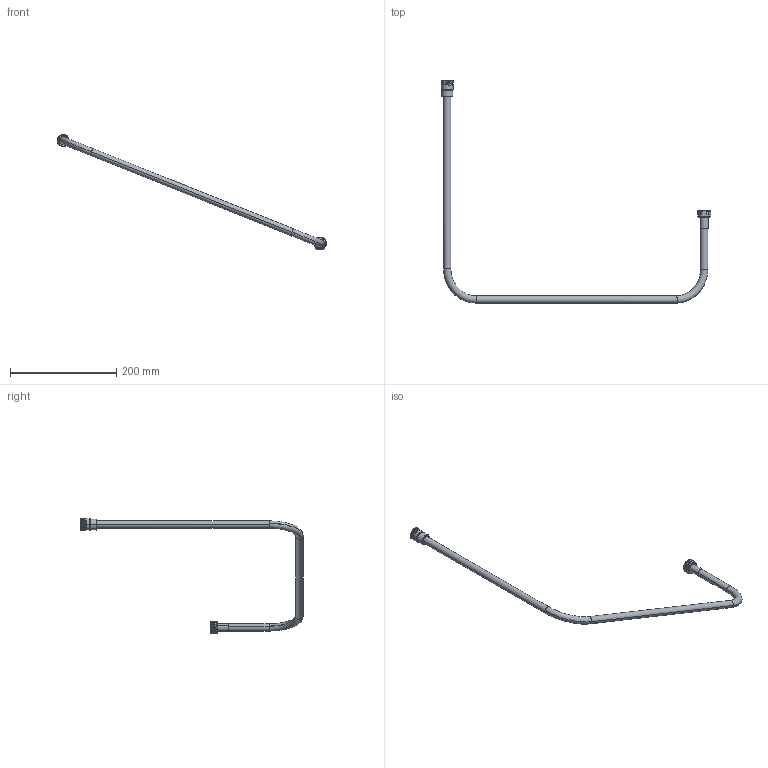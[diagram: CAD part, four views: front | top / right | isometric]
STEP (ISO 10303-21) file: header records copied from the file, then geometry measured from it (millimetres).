
FILE_DESCRIPTION((''),'2;1');
FILE_NAME('284_WEB','2010-11-08T',('ramkumar'),(''),'PRO/ENGINEER BY PARAMETRIC TECHNOLOGY CORPORATION, 2009300','PRO/ENGINEER BY PARAMETRIC TECHNOLOGY CORPORATION, 2009300','');
FILE_SCHEMA(('CONFIG_CONTROL_DESIGN'));
Length unit declared in the file: inch
Products named in the file (1): 284_WEB
Bounding box: 507.16 x 417.88 x 216.32 mm (x, y, z)
Surface area: 89762.1 mm2 (no closed solid volume)
Topology: 0 solids, 13 shells, 105 faces, 287 edges, 194 vertices
Faces by surface type: cylinder 47, torus 20, plane 19, bspline 12, cone 7
Entity records: 6318 total; most frequent: CARTESIAN_POINT 3698, DIRECTION 540, ORIENTED_EDGE 510, EDGE_CURVE 287, AXIS2_PLACEMENT_3D 234, VERTEX_POINT 194, CIRCLE 141, EDGE_LOOP 116
